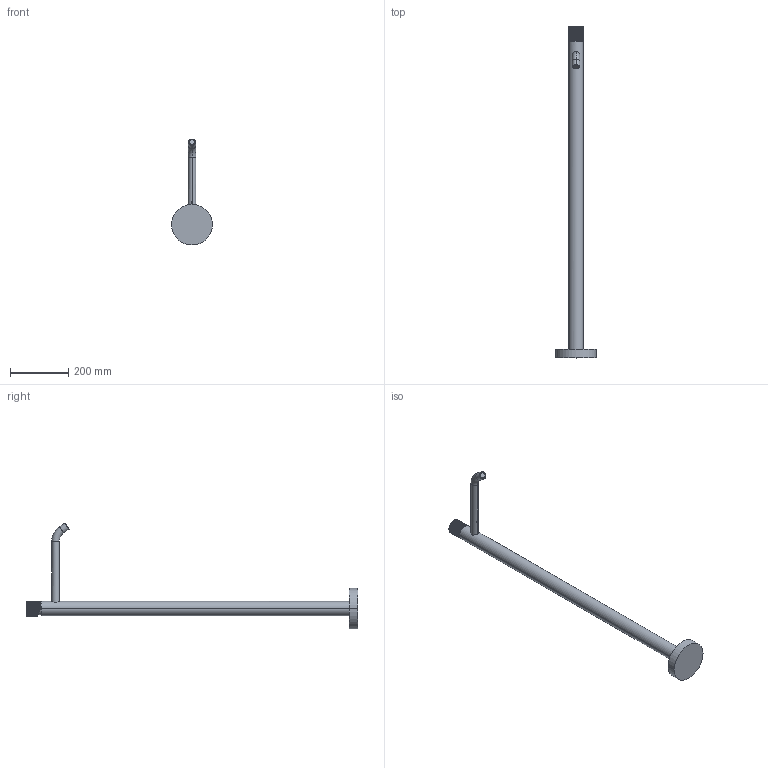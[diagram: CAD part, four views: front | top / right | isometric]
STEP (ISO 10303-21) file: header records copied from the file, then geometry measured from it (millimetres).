
FILE_DESCRIPTION((''),'2;1');
FILE_NAME('JO031CR','2021-02-02T14:41:02',('ut3'),('PAFFONI SpA'),'CREO PARAMETRIC BY PTC INC, 2020044','CREO PARAMETRIC BY PTC INC, 2020044','');
FILE_SCHEMA(('CONFIG_CONTROL_DESIGN','SHAPE_APPEARANCE_LAYERS_GROUPS'));
Length unit declared in the file: millimetre
Products named in the file (1): JO031CR
Bounding box: 140 x 1141.3 x 364.39 mm (x, y, z)
Volume: 2708967.9 mm3; surface area: 253747.6 mm2
Topology: 1 solids, 1 shells, 267 faces, 757 edges, 496 vertices
Faces by surface type: plane 158, cylinder 94, cone 9, torus 2, bspline 2, sphere 2
Entity records: 11515 total; most frequent: CARTESIAN_POINT 2907, ORIENTED_EDGE 1506, DIRECTION 1248, EDGE_CURVE 753, VERTEX_POINT 496, AXIS2_PLACEMENT_3D 427, VECTOR 394, LINE 394
